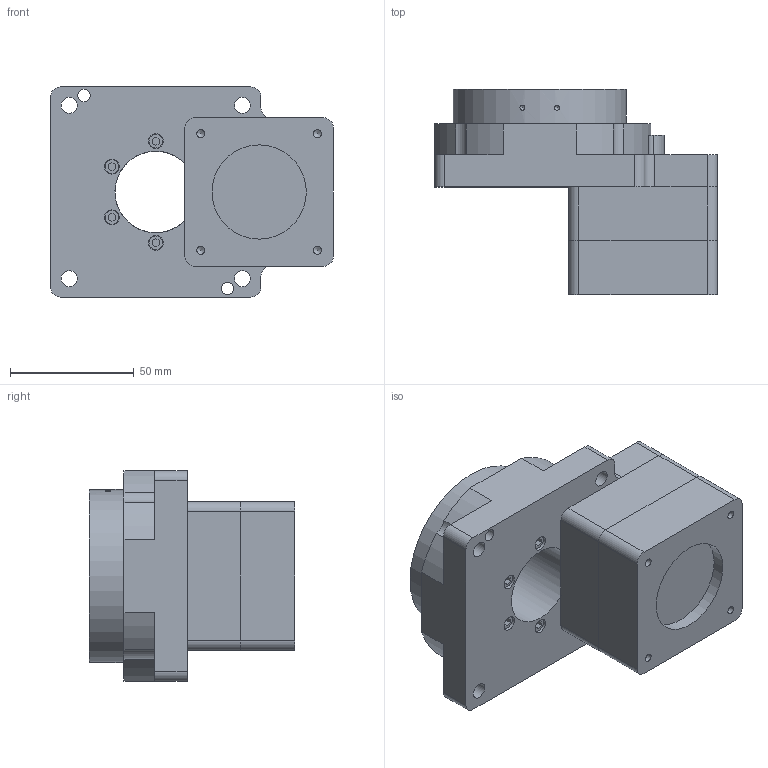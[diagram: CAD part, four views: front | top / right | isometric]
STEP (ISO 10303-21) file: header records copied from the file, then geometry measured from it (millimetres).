
FILE_DESCRIPTION(/* description */ (''),/* implementation_level */ '2;1');
FILE_NAME(/* name */ 'D-00005337.stp',/* time_stamp */ '2023-07-06T08:31:39+02:00',/* author */ ('angelika.schneid'),/* organization */ (''),/* preprocessor_version */ 'ST-DEVELOPER v18.1',/* originating_system */ 'Autodesk Inventor 2021',/* authorisation */ '');
FILE_SCHEMA (('AUTOMOTIVE_DESIGN { 1 0 10303 214 3 1 1 }'));
Length unit declared in the file: millimetre
Products named in the file (1): D-00005337
Bounding box: 114.3 x 83 x 85 mm (x, y, z)
Volume: 360264.3 mm3; surface area: 48592 mm2
Topology: 2 solids, 2 shells, 159 faces, 383 edges, 244 vertices
Faces by surface type: cylinder 72, plane 69, cone 18
Full cylindrical faces by diameter (mm): 2.013 x6, 3.242 x10, 4 x2, 5 x2, 5.5 x4, 6 x4, 6.5 x4, 33 x1, 38.1 x1, 40 x1, 52 x1, 70 x1, 80 x1
Entity records: 4665 total; most frequent: CARTESIAN_POINT 835, DIRECTION 823, ORIENTED_EDGE 730, EDGE_CURVE 365, AXIS2_PLACEMENT_3D 300, VERTEX_POINT 244, LINE 223, VECTOR 223
